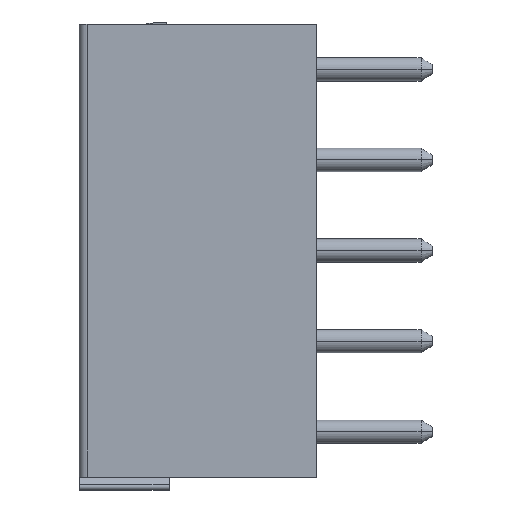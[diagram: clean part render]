
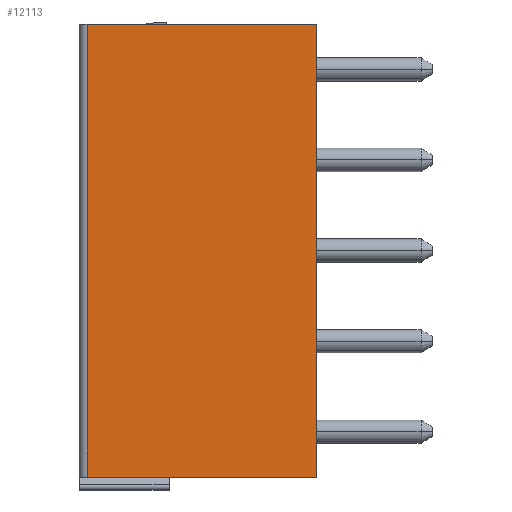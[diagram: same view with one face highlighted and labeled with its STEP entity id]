
A CAD part, left-side view. The second image highlights one B-rep face of the part: STEP entity #12113.
In plain terms, the highlighted planar face has unit normal (-1, 0, 0).
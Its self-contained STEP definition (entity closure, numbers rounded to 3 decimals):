
#50=DIRECTION('',(0.,1.,0.));
#51=VECTOR('',#50,8.85);
#52=CARTESIAN_POINT('',(-3.5,-4.575,-15.75));
#53=LINE('',#52,#51);
#1394=DIRECTION('',(0.,1.,0.));
#1395=VECTOR('',#1394,8.85);
#1396=CARTESIAN_POINT('',(-3.5,-4.575,1.75));
#1397=LINE('',#1396,#1395);
#2769=DIRECTION('',(0.,0.,-1.));
#2770=VECTOR('',#2769,17.5);
#2771=CARTESIAN_POINT('',(-3.5,-4.575,1.75));
#2772=LINE('',#2771,#2770);
#3535=DIRECTION('',(0.,0.,-1.));
#3536=VECTOR('',#3535,17.5);
#3537=CARTESIAN_POINT('',(-3.5,4.275,1.75));
#3538=LINE('',#3537,#3536);
#5817=CARTESIAN_POINT('',(-3.5,4.275,-15.75));
#5819=VERTEX_POINT('',#5817);
#5821=CARTESIAN_POINT('',(-3.5,-4.575,-15.75));
#5822=VERTEX_POINT('',#5821);
#5837=CARTESIAN_POINT('',(-3.5,4.275,1.75));
#5839=VERTEX_POINT('',#5837);
#5841=CARTESIAN_POINT('',(-3.5,-4.575,1.75));
#5842=VERTEX_POINT('',#5841);
#12101=CARTESIAN_POINT('',(-3.5,4.275,-15.75));
#12102=DIRECTION('',(-1.,0.,0.));
#12103=DIRECTION('',(0.,-1.,0.));
#12104=AXIS2_PLACEMENT_3D('',#12101,#12102,#12103);
#12105=PLANE('',#12104);
#12106=ORIENTED_EDGE('',*,*,#7540,.T.);
#12108=ORIENTED_EDGE('',*,*,#12107,.F.);
#12109=ORIENTED_EDGE('',*,*,#9230,.F.);
#12110=ORIENTED_EDGE('',*,*,#11017,.T.);
#12111=EDGE_LOOP('',(#12106,#12108,#12109,#12110));
#12112=FACE_OUTER_BOUND('',#12111,.F.);
#7540=EDGE_CURVE('',#5822,#5819,#53,.T.);
#9230=EDGE_CURVE('',#5842,#5839,#1397,.T.);
#11017=EDGE_CURVE('',#5842,#5822,#2772,.T.);
#12107=EDGE_CURVE('',#5839,#5819,#3538,.T.);
#12113=ADVANCED_FACE('',(#12112),#12105,.T.);
